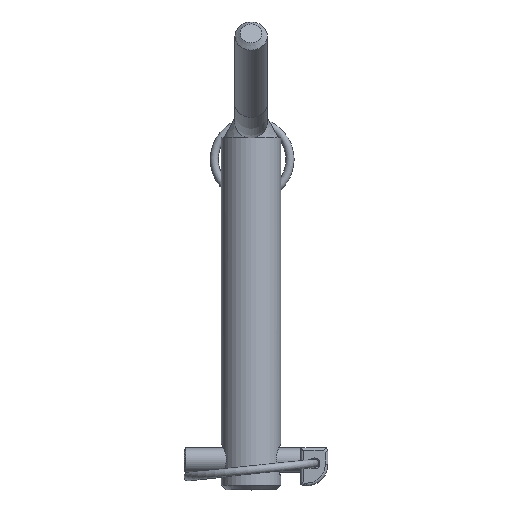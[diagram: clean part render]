
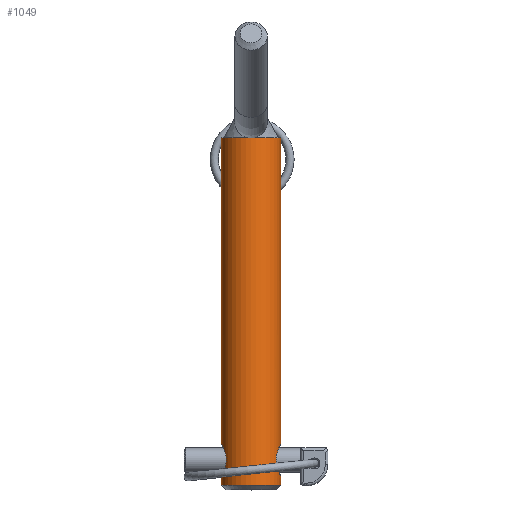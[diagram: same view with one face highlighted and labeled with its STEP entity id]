
A CAD part, top view. The second image highlights one B-rep face of the part: STEP entity #1049.
In plain terms, the highlighted cylindrical face has radius 11 mm (diameter 22 mm), a full revolution.
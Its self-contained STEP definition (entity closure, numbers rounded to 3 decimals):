
#65=FACE_BOUND('',#396,.T.);
#88=CIRCLE('',#1294,11.);
#89=CIRCLE('',#1295,11.);
#91=CIRCLE('',#1298,11.);
#192=LINE('',#13030,#248);
#193=LINE('',#13051,#249);
#248=VECTOR('',#1476,11.);
#249=VECTOR('',#1477,11.);
#297=CYLINDRICAL_SURFACE('',#1297,11.);
#331=FACE_OUTER_BOUND('',#395,.T.);
#395=EDGE_LOOP('',(#807,#808,#809,#810,#811,#812,#813,#814,#815));
#396=EDGE_LOOP('',(#816,#817));
#459=B_SPLINE_CURVE_WITH_KNOTS('',3,(#13032,#13033,#13034,#13035,#13036,
#13037,#13038,#13039,#13040,#13041,#13042,#13043,#13044,#13045,#13046,#13047,
#13048,#13049,#13050),.UNSPECIFIED.,.F.,.F.,(4,2,2,2,3,2,2,2,4),(2.78,
3.011,3.243,3.475,3.707,3.939,
4.171,4.402,4.634),.UNSPECIFIED.);
#460=B_SPLINE_CURVE_WITH_KNOTS('',3,(#13052,#13053,#13054,#13055,#13056,
#13057,#13058,#13059,#13060,#13061,#13062,#13063,#13064,#13065,#13066,#13067,
#13068,#13069),.UNSPECIFIED.,.F.,.F.,(4,2,2,2,2,2,2,2,4),(0.927,
1.158,1.389,1.621,1.853,2.086,
2.318,2.549,2.78),.UNSPECIFIED.);
#461=B_SPLINE_CURVE_WITH_KNOTS('',3,(#13072,#13073,#13074,#13075,#13076,
#13077,#13078,#13079,#13080,#13081,#13082,#13083,#13084,#13085,#13086,#13087,
#13088,#13089,#13090,#13091,#13092,#13093,#13094,#13095,#13096,#13097),
 .UNSPECIFIED.,.F.,.F.,(4,2,2,2,2,2,2,2,2,2,2,2,4),(0.,0.232,
0.464,0.696,0.927,1.158,
1.389,1.621,1.853,2.086,2.318,
2.549,2.78),.UNSPECIFIED.);
#462=B_SPLINE_CURVE_WITH_KNOTS('',3,(#13098,#13099,#13100,#13101,#13102,
#13103,#13104,#13105,#13106,#13107),.UNSPECIFIED.,.F.,.F.,(4,2,2,2,4),(2.78,
3.011,3.243,3.475,3.707),
 .UNSPECIFIED.);
#509=VERTEX_POINT('',#13019);
#510=VERTEX_POINT('',#13020);
#512=VERTEX_POINT('',#13027);
#513=VERTEX_POINT('',#13029);
#514=VERTEX_POINT('',#13031);
#515=VERTEX_POINT('',#13070);
#516=VERTEX_POINT('',#13071);
#614=EDGE_CURVE('',#509,#510,#88,.T.);
#615=EDGE_CURVE('',#510,#509,#89,.T.);
#618=EDGE_CURVE('',#512,#512,#91,.T.);
#619=EDGE_CURVE('',#512,#513,#192,.T.);
#620=EDGE_CURVE('',#513,#514,#459,.T.);
#621=EDGE_CURVE('',#514,#510,#193,.T.);
#622=EDGE_CURVE('',#514,#513,#460,.T.);
#623=EDGE_CURVE('',#515,#516,#461,.T.);
#624=EDGE_CURVE('',#516,#515,#462,.T.);
#807=ORIENTED_EDGE('',*,*,#618,.F.);
#808=ORIENTED_EDGE('',*,*,#619,.T.);
#809=ORIENTED_EDGE('',*,*,#620,.T.);
#810=ORIENTED_EDGE('',*,*,#621,.T.);
#811=ORIENTED_EDGE('',*,*,#614,.F.);
#812=ORIENTED_EDGE('',*,*,#615,.F.);
#813=ORIENTED_EDGE('',*,*,#621,.F.);
#814=ORIENTED_EDGE('',*,*,#622,.T.);
#815=ORIENTED_EDGE('',*,*,#619,.F.);
#816=ORIENTED_EDGE('',*,*,#623,.T.);
#817=ORIENTED_EDGE('',*,*,#624,.T.);
#1049=ADVANCED_FACE('',(#331,#65),#297,.T.);
#1294=AXIS2_PLACEMENT_3D('',#13021,#1465,#1466);
#1295=AXIS2_PLACEMENT_3D('',#13022,#1467,#1468);
#1297=AXIS2_PLACEMENT_3D('',#13026,#1472,#1473);
#1298=AXIS2_PLACEMENT_3D('',#13028,#1474,#1475);
#1465=DIRECTION('center_axis',(0.,-1.,0.));
#1466=DIRECTION('ref_axis',(1.,0.,0.));
#1467=DIRECTION('center_axis',(0.,-1.,0.));
#1468=DIRECTION('ref_axis',(1.,0.,0.));
#1472=DIRECTION('center_axis',(0.,1.,0.));
#1473=DIRECTION('ref_axis',(-1.,0.,0.));
#1474=DIRECTION('center_axis',(0.,1.,0.));
#1475=DIRECTION('ref_axis',(-1.,0.,0.));
#1476=DIRECTION('',(0.,-1.,0.));
#1477=DIRECTION('',(0.,-1.,0.));
#13019=CARTESIAN_POINT('',(-11.,1.678,0.));
#13020=CARTESIAN_POINT('',(11.,1.678,0.));
#13021=CARTESIAN_POINT('Origin',(0.,1.678,0.));
#13022=CARTESIAN_POINT('Origin',(0.,1.678,0.));
#13026=CARTESIAN_POINT('Origin',(0.,0.,0.));
#13027=CARTESIAN_POINT('',(11.,130.,0.));
#13028=CARTESIAN_POINT('Origin',(0.,130.,0.));
#13029=CARTESIAN_POINT('',(11.,17.,0.));
#13030=CARTESIAN_POINT('',(11.,0.,0.));
#13031=CARTESIAN_POINT('',(11.,5.,0.));
#13032=CARTESIAN_POINT('Ctrl Pts',(11.,17.,0.));
#13033=CARTESIAN_POINT('Ctrl Pts',(11.,17.,-0.771));
#13034=CARTESIAN_POINT('Ctrl Pts',(10.912,16.843,-1.582));
#13035=CARTESIAN_POINT('Ctrl Pts',(10.594,16.225,-3.056));
#13036=CARTESIAN_POINT('Ctrl Pts',(10.367,15.765,-3.72));
#13037=CARTESIAN_POINT('Ctrl Pts',(9.93,14.718,-4.767));
#13038=CARTESIAN_POINT('Ctrl Pts',(9.686,14.055,-5.225));
#13039=CARTESIAN_POINT('Ctrl Pts',(9.327,12.584,-5.842));
#13040=CARTESIAN_POINT('Ctrl Pts',(9.22,11.774,-6.));
#13041=CARTESIAN_POINT('Ctrl Pts',(9.22,11.,-6.));
#13042=CARTESIAN_POINT('Ctrl Pts',(9.22,10.226,-6.));
#13043=CARTESIAN_POINT('Ctrl Pts',(9.327,9.416,-5.842));
#13044=CARTESIAN_POINT('Ctrl Pts',(9.686,7.945,-5.225));
#13045=CARTESIAN_POINT('Ctrl Pts',(9.93,7.282,-4.767));
#13046=CARTESIAN_POINT('Ctrl Pts',(10.367,6.235,-3.72));
#13047=CARTESIAN_POINT('Ctrl Pts',(10.594,5.775,-3.056));
#13048=CARTESIAN_POINT('Ctrl Pts',(10.912,5.157,-1.582));
#13049=CARTESIAN_POINT('Ctrl Pts',(11.,5.,-0.771));
#13050=CARTESIAN_POINT('Ctrl Pts',(11.,5.,0.));
#13051=CARTESIAN_POINT('',(11.,0.,0.));
#13052=CARTESIAN_POINT('Ctrl Pts',(11.,5.,0.));
#13053=CARTESIAN_POINT('Ctrl Pts',(11.,5.,0.771));
#13054=CARTESIAN_POINT('Ctrl Pts',(10.912,5.157,1.582));
#13055=CARTESIAN_POINT('Ctrl Pts',(10.594,5.775,3.056));
#13056=CARTESIAN_POINT('Ctrl Pts',(10.367,6.235,3.72));
#13057=CARTESIAN_POINT('Ctrl Pts',(9.93,7.282,4.767));
#13058=CARTESIAN_POINT('Ctrl Pts',(9.686,7.945,5.225));
#13059=CARTESIAN_POINT('Ctrl Pts',(9.327,9.416,5.842));
#13060=CARTESIAN_POINT('Ctrl Pts',(9.22,10.226,6.));
#13061=CARTESIAN_POINT('Ctrl Pts',(9.22,11.774,6.));
#13062=CARTESIAN_POINT('Ctrl Pts',(9.327,12.584,5.842));
#13063=CARTESIAN_POINT('Ctrl Pts',(9.686,14.055,5.225));
#13064=CARTESIAN_POINT('Ctrl Pts',(9.93,14.718,4.767));
#13065=CARTESIAN_POINT('Ctrl Pts',(10.367,15.765,3.72));
#13066=CARTESIAN_POINT('Ctrl Pts',(10.594,16.225,3.056));
#13067=CARTESIAN_POINT('Ctrl Pts',(10.912,16.843,1.582));
#13068=CARTESIAN_POINT('Ctrl Pts',(11.,17.,0.771));
#13069=CARTESIAN_POINT('Ctrl Pts',(11.,17.,0.));
#13070=CARTESIAN_POINT('',(-9.22,11.,-6.));
#13071=CARTESIAN_POINT('',(-11.,5.,0.));
#13072=CARTESIAN_POINT('Ctrl Pts',(-9.22,11.,-6.));
#13073=CARTESIAN_POINT('Ctrl Pts',(-9.22,11.774,-6.));
#13074=CARTESIAN_POINT('Ctrl Pts',(-9.327,12.584,-5.842));
#13075=CARTESIAN_POINT('Ctrl Pts',(-9.686,14.055,-5.225));
#13076=CARTESIAN_POINT('Ctrl Pts',(-9.93,14.718,-4.767));
#13077=CARTESIAN_POINT('Ctrl Pts',(-10.367,15.765,-3.72));
#13078=CARTESIAN_POINT('Ctrl Pts',(-10.594,16.225,-3.056));
#13079=CARTESIAN_POINT('Ctrl Pts',(-10.912,16.843,-1.582));
#13080=CARTESIAN_POINT('Ctrl Pts',(-11.,17.,-0.771));
#13081=CARTESIAN_POINT('Ctrl Pts',(-11.,17.,0.771));
#13082=CARTESIAN_POINT('Ctrl Pts',(-10.912,16.843,1.582));
#13083=CARTESIAN_POINT('Ctrl Pts',(-10.594,16.225,3.056));
#13084=CARTESIAN_POINT('Ctrl Pts',(-10.367,15.765,3.72));
#13085=CARTESIAN_POINT('Ctrl Pts',(-9.93,14.718,4.767));
#13086=CARTESIAN_POINT('Ctrl Pts',(-9.686,14.055,5.225));
#13087=CARTESIAN_POINT('Ctrl Pts',(-9.327,12.584,5.842));
#13088=CARTESIAN_POINT('Ctrl Pts',(-9.22,11.774,6.));
#13089=CARTESIAN_POINT('Ctrl Pts',(-9.22,10.226,6.));
#13090=CARTESIAN_POINT('Ctrl Pts',(-9.327,9.416,5.842));
#13091=CARTESIAN_POINT('Ctrl Pts',(-9.686,7.945,5.225));
#13092=CARTESIAN_POINT('Ctrl Pts',(-9.93,7.282,4.767));
#13093=CARTESIAN_POINT('Ctrl Pts',(-10.367,6.235,3.72));
#13094=CARTESIAN_POINT('Ctrl Pts',(-10.594,5.775,3.056));
#13095=CARTESIAN_POINT('Ctrl Pts',(-10.912,5.157,1.582));
#13096=CARTESIAN_POINT('Ctrl Pts',(-11.,5.,0.771));
#13097=CARTESIAN_POINT('Ctrl Pts',(-11.,5.,0.));
#13098=CARTESIAN_POINT('Ctrl Pts',(-11.,5.,0.));
#13099=CARTESIAN_POINT('Ctrl Pts',(-11.,5.,-0.771));
#13100=CARTESIAN_POINT('Ctrl Pts',(-10.912,5.157,-1.582));
#13101=CARTESIAN_POINT('Ctrl Pts',(-10.594,5.775,-3.056));
#13102=CARTESIAN_POINT('Ctrl Pts',(-10.367,6.235,-3.72));
#13103=CARTESIAN_POINT('Ctrl Pts',(-9.93,7.282,-4.767));
#13104=CARTESIAN_POINT('Ctrl Pts',(-9.686,7.945,-5.225));
#13105=CARTESIAN_POINT('Ctrl Pts',(-9.327,9.416,-5.842));
#13106=CARTESIAN_POINT('Ctrl Pts',(-9.22,10.226,-6.));
#13107=CARTESIAN_POINT('Ctrl Pts',(-9.22,11.,-6.));
